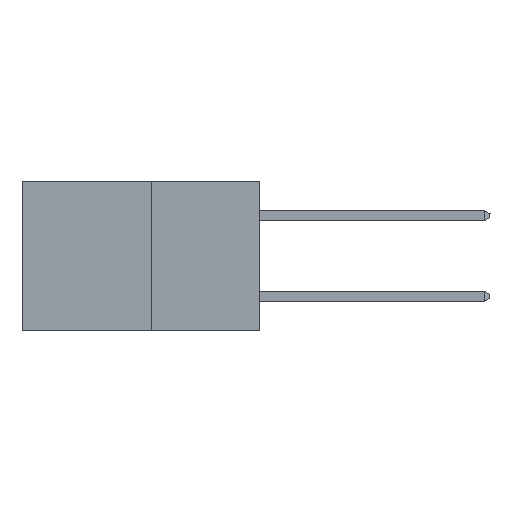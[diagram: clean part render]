
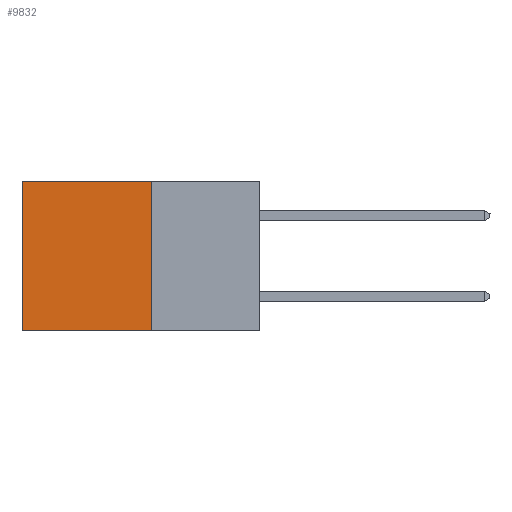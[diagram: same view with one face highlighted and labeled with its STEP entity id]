
A CAD part, left-side view. The second image highlights one B-rep face of the part: STEP entity #9832.
In plain terms, the highlighted planar face has unit normal (-1, 0, 0).
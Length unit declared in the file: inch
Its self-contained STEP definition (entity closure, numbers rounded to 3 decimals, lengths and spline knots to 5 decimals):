
#255 = CARTESIAN_POINT ( 'NONE',  ( 0.277, 0.59, -0.37 ) ) ;
#365 = PLANE ( 'NONE',  #1103 ) ;
#528 = VERTEX_POINT ( 'NONE', #255 ) ;
#694 = LINE ( 'NONE', #7359, #4908 ) ;
#841 = ORIENTED_EDGE ( 'NONE', *, *, #8510, .T. ) ;
#1103 = AXIS2_PLACEMENT_3D ( 'NONE', #7625, #9110, #4453 ) ;
#1961 = VECTOR ( 'NONE', #2789, 39.37008 ) ;
#1968 = CARTESIAN_POINT ( 'NONE',  ( 0.277, 0.27, -0.37 ) ) ;
#1984 = ORIENTED_EDGE ( 'NONE', *, *, #4632, .F. ) ;
#2362 = ORIENTED_EDGE ( 'NONE', *, *, #9810, .F. ) ;
#2434 = ORIENTED_EDGE ( 'NONE', *, *, #3955, .T. ) ;
#2789 = DIRECTION ( 'NONE',  ( 0., 0., -1. ) ) ;
#3598 = VECTOR ( 'NONE', #6240, 39.37008 ) ;
#3955 = EDGE_CURVE ( 'NONE', #7502, #7827, #4106, .T. ) ;
#4106 = LINE ( 'NONE', #4816, #9935 ) ;
#4237 = CARTESIAN_POINT ( 'NONE',  ( 0.277, 0.27, -0.37 ) ) ;
#4453 = DIRECTION ( 'NONE',  ( 0., 0., -1. ) ) ;
#4632 = EDGE_CURVE ( 'NONE', #4693, #528, #9516, .T. ) ;
#4693 = VERTEX_POINT ( 'NONE', #4237 ) ;
#4807 = EDGE_LOOP ( 'NONE', ( #841, #1984, #2362, #2434 ) ) ;
#4816 = CARTESIAN_POINT ( 'NONE',  ( 0.277, 0.27, 0. ) ) ;
#4844 = DIRECTION ( 'NONE',  ( 0., 1., 0. ) ) ;
#4908 = VECTOR ( 'NONE', #5001, 39.37008 ) ;
#5001 = DIRECTION ( 'NONE',  ( 0., 0., -1. ) ) ;
#5395 = CARTESIAN_POINT ( 'NONE',  ( 0.277, 0.27, 0. ) ) ;
#5999 = FACE_OUTER_BOUND ( 'NONE', #4807, .T. ) ;
#6240 = DIRECTION ( 'NONE',  ( 0., 1., 0. ) ) ;
#6326 = CARTESIAN_POINT ( 'NONE',  ( 0.277, 0.27, -0.37 ) ) ;
#7359 = CARTESIAN_POINT ( 'NONE',  ( 0.277, 0.59, -0.37 ) ) ;
#7502 = VERTEX_POINT ( 'NONE', #5395 ) ;
#7625 = CARTESIAN_POINT ( 'NONE',  ( 0.277, 0.27, -0.37 ) ) ;
#7827 = VERTEX_POINT ( 'NONE', #8949 ) ;
#8304 = LINE ( 'NONE', #1968, #1961 ) ;
#8510 = EDGE_CURVE ( 'NONE', #7827, #528, #694, .T. ) ;
#8949 = CARTESIAN_POINT ( 'NONE',  ( 0.277, 0.59, 0. ) ) ;
#9110 = DIRECTION ( 'NONE',  ( 1., 0., 0. ) ) ;
#9516 = LINE ( 'NONE', #6326, #3598 ) ;
#9810 = EDGE_CURVE ( 'NONE', #7502, #4693, #8304, .T. ) ;
#9832 = ADVANCED_FACE ( 'NONE', ( #5999 ), #365, .F. ) ;
#9935 = VECTOR ( 'NONE', #4844, 39.37008 ) ;
